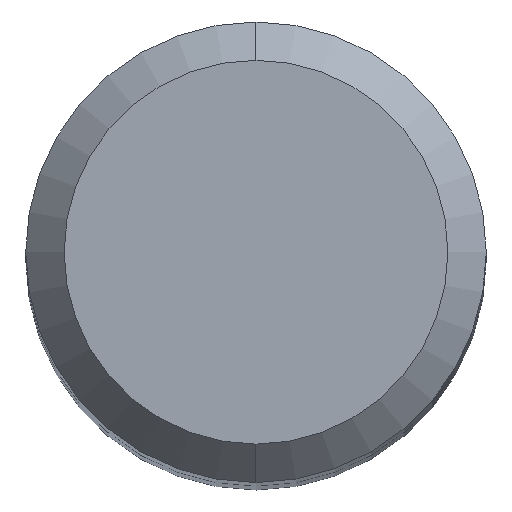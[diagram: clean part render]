
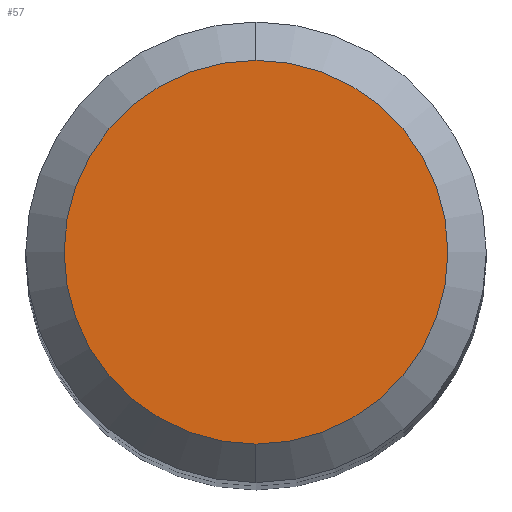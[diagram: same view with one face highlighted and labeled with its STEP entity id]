
A CAD part, top view. The second image highlights one B-rep face of the part: STEP entity #57.
In plain terms, the highlighted planar face has unit normal (0, 0, 1).
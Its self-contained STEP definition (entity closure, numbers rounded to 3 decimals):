
#57=ADVANCED_FACE('',(#118),#119,.T.);
#118=FACE_OUTER_BOUND('',#185,.T.);
#119=PLANE('',#186);
#185=EDGE_LOOP('',(#259,#260));
#186=AXIS2_PLACEMENT_3D('',#261,#262,#263);
#259=ORIENTED_EDGE('',*,*,#334,.F.);
#260=ORIENTED_EDGE('',*,*,#338,.F.);
#261=CARTESIAN_POINT('',(0.,2.5,45.0));
#262=DIRECTION('',(0.,0.0,1.0));
#263=DIRECTION('',(0.0,-1.0,0.0));
#334=EDGE_CURVE('',#386,#388,#389,.T.);
#338=EDGE_CURVE('',#388,#386,#393,.T.);
#386=VERTEX_POINT('',#437);
#388=VERTEX_POINT('',#440);
#389=CIRCLE('',#441,5.0);
#393=CIRCLE('',#446,5.0);
#437=CARTESIAN_POINT('',(0.,5.0,45.0));
#440=CARTESIAN_POINT('',(0.,-5.0,45.0));
#441=AXIS2_PLACEMENT_3D('',#486,#487,#488);
#446=AXIS2_PLACEMENT_3D('',#493,#494,#495);
#486=CARTESIAN_POINT('',(0.,0.0,45.0));
#487=DIRECTION('',(0.,0.0,-1.0));
#488=DIRECTION('',(0.0,1.0,0.0));
#493=CARTESIAN_POINT('',(0.,0.0,45.0));
#494=DIRECTION('',(0.,0.0,-1.0));
#495=DIRECTION('',(0.0,1.0,0.0));
